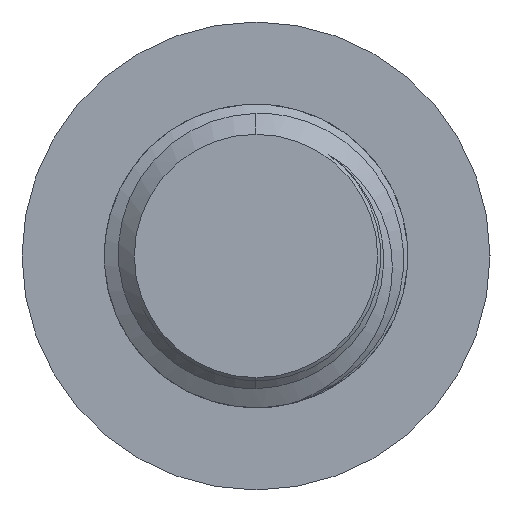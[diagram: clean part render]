
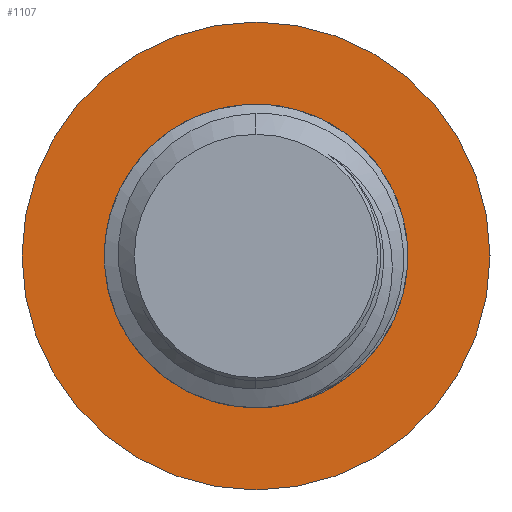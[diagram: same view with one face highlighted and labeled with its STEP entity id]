
A CAD part, left-side view. The second image highlights one B-rep face of the part: STEP entity #1107.
In plain terms, the highlighted planar face has unit normal (-1, 0, 0).
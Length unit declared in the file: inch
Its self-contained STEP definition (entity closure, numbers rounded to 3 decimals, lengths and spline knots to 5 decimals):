
#44 = PLANE ( 'NONE',  #929 ) ;
#61 = ORIENTED_EDGE ( 'NONE', *, *, #214, .T. ) ;
#100 = CIRCLE ( 'NONE', #631, 0.375 ) ;
#119 = CIRCLE ( 'NONE', #928, 0.2 ) ;
#127 = VERTEX_POINT ( 'NONE', #1130 ) ;
#135 = DIRECTION ( 'NONE',  ( 0., 0., -1. ) ) ;
#171 = ORIENTED_EDGE ( 'NONE', *, *, #592, .F. ) ;
#194 = DIRECTION ( 'NONE',  ( 0., 0., -1. ) ) ;
#214 = EDGE_CURVE ( 'NONE', #127, #966, #869, .T. ) ;
#215 = CARTESIAN_POINT ( 'NONE',  ( 0.4, 0., 0.375 ) ) ;
#222 = CARTESIAN_POINT ( 'NONE',  ( 0.4, 0., -0.2 ) ) ;
#234 = CARTESIAN_POINT ( 'NONE',  ( 0.4, 0., -0.375 ) ) ;
#282 = CARTESIAN_POINT ( 'NONE',  ( 0.4, 0., 0. ) ) ;
#299 = FACE_OUTER_BOUND ( 'NONE', #351, .T. ) ;
#302 = DIRECTION ( 'NONE',  ( 1., 0., 0. ) ) ;
#351 = EDGE_LOOP ( 'NONE', ( #171, #416 ) ) ;
#416 = ORIENTED_EDGE ( 'NONE', *, *, #1093, .F. ) ;
#425 = DIRECTION ( 'NONE',  ( 0., 0., -1. ) ) ;
#541 = ORIENTED_EDGE ( 'NONE', *, *, #685, .T. ) ;
#592 = EDGE_CURVE ( 'NONE', #1003, #1019, #1047, .T. ) ;
#629 = AXIS2_PLACEMENT_3D ( 'NONE', #282, #1122, #1039 ) ;
#631 = AXIS2_PLACEMENT_3D ( 'NONE', #984, #1144, #135 ) ;
#671 = CARTESIAN_POINT ( 'NONE',  ( 0.4, 0., 0. ) ) ;
#685 = EDGE_CURVE ( 'NONE', #966, #127, #119, .T. ) ;
#724 = DIRECTION ( 'NONE',  ( 1., 0., 0. ) ) ;
#755 = CARTESIAN_POINT ( 'NONE',  ( 0.4, 0., 0. ) ) ;
#763 = AXIS2_PLACEMENT_3D ( 'NONE', #755, #302, #194 ) ;
#869 = CIRCLE ( 'NONE', #629, 0.2 ) ;
#891 = FACE_BOUND ( 'NONE', #1111, .T. ) ;
#928 = AXIS2_PLACEMENT_3D ( 'NONE', #1154, #1089, #979 ) ;
#929 = AXIS2_PLACEMENT_3D ( 'NONE', #671, #724, #425 ) ;
#966 = VERTEX_POINT ( 'NONE', #222 ) ;
#979 = DIRECTION ( 'NONE',  ( 0., 0., -1. ) ) ;
#984 = CARTESIAN_POINT ( 'NONE',  ( 0.4, 0., 0. ) ) ;
#1003 = VERTEX_POINT ( 'NONE', #215 ) ;
#1019 = VERTEX_POINT ( 'NONE', #234 ) ;
#1039 = DIRECTION ( 'NONE',  ( 0., 0., -1. ) ) ;
#1047 = CIRCLE ( 'NONE', #763, 0.375 ) ;
#1089 = DIRECTION ( 'NONE',  ( 1., 0., 0. ) ) ;
#1093 = EDGE_CURVE ( 'NONE', #1019, #1003, #100, .T. ) ;
#1107 = ADVANCED_FACE ( 'NONE', ( #299, #891 ), #44, .F. ) ;
#1111 = EDGE_LOOP ( 'NONE', ( #61, #541 ) ) ;
#1122 = DIRECTION ( 'NONE',  ( 1., 0., 0. ) ) ;
#1130 = CARTESIAN_POINT ( 'NONE',  ( 0.4, 0., 0.2 ) ) ;
#1144 = DIRECTION ( 'NONE',  ( 1., 0., 0. ) ) ;
#1154 = CARTESIAN_POINT ( 'NONE',  ( 0.4, 0., 0. ) ) ;
